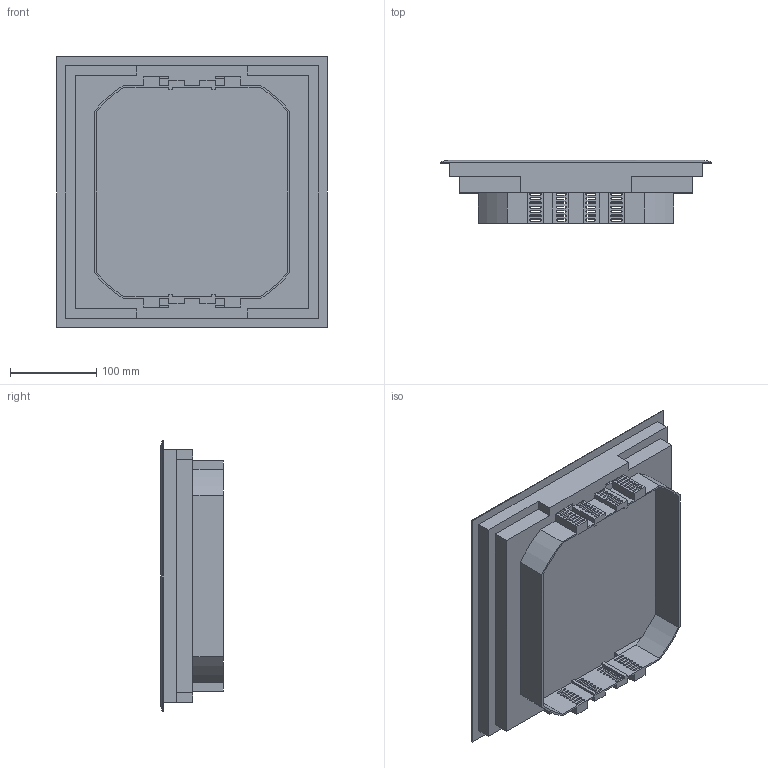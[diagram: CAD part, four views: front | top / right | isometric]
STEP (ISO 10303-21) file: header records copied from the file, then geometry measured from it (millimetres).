
FILE_DESCRIPTION (( 'STEP AP203' ), '1' );
FILE_NAME ('BDQ0812-vereinfacht.STEP', '2023-02-28T15:43:48', ( '' ), ( '' ), 'SwSTEP 2.0', 'SolidWorks 2021', '' );
FILE_SCHEMA (( 'CONFIG_CONTROL_DESIGN' ));
Length unit declared in the file: millimetre
Products named in the file (3): Blinddeckelblech Q8_Standard; BDQ0812-vereinfacht; KDR Q3R12-simplified_Teppichkante 7011
Assembly tree (2 placements, depth 2):
  BDQ0812-vereinfacht
    KDR Q3R12-simplified_Teppichkante 7011
    Blinddeckelblech Q8_Standard
Bounding box: 314 x 73 x 314 mm (x, y, z)
Volume: 623969.8 mm3; surface area: 421617.9 mm2
Topology: 2 solids, 2 shells, 431 faces, 1248 edges, 828 vertices
Faces by surface type: plane 235, cylinder 188, cone 8
Entity records: 14862 total; most frequent: CARTESIAN_POINT 2594, ORIENTED_EDGE 2496, DIRECTION 2492, EDGE_CURVE 1248, VECTOR 868, LINE 868, VERTEX_POINT 828, AXIS2_PLACEMENT_3D 812
